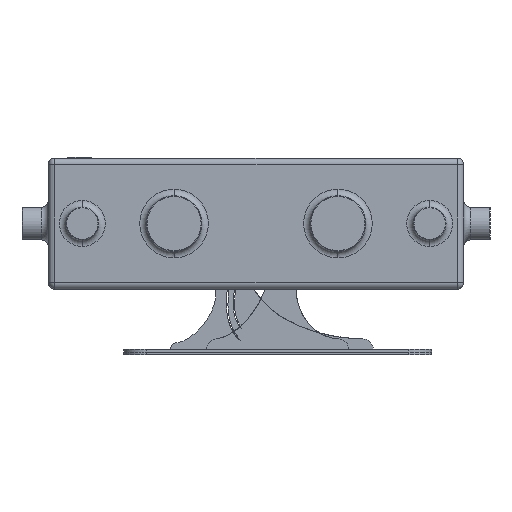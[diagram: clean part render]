
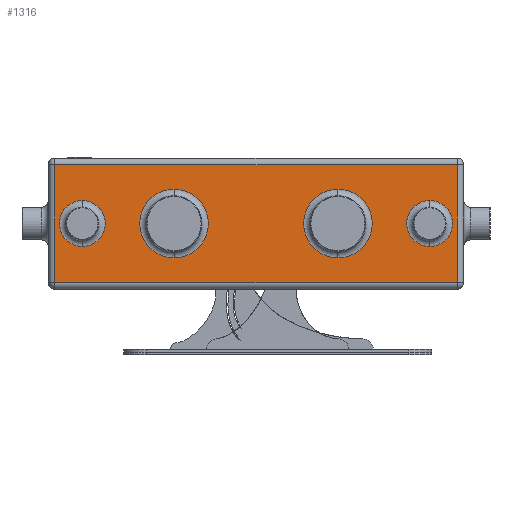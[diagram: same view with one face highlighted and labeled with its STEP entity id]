
A CAD part, left-side view. The second image highlights one B-rep face of the part: STEP entity #1316.
In plain terms, the highlighted planar face has unit normal (-1, 0, 0).
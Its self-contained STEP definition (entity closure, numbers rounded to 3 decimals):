
#938 = VERTEX_POINT ( 'NONE', #4559 ) ;
#1011 = DIRECTION ( 'NONE',  ( 1., 0., 0. ) ) ;
#1094 = VERTEX_POINT ( 'NONE', #3866 ) ;
#1257 = EDGE_CURVE ( 'NONE', #18324, #25423, #4879, .T. ) ;
#1316 = ADVANCED_FACE ( 'NONE', ( #9022, #31239, #20136, #3674, #11894 ), #6581, .F. ) ;
#1823 = VERTEX_POINT ( 'NONE', #25848 ) ;
#1861 = VERTEX_POINT ( 'NONE', #18333 ) ;
#2431 = CARTESIAN_POINT ( 'NONE',  ( -50., -62.5, 0. ) ) ;
#3673 = CARTESIAN_POINT ( 'NONE',  ( -50., 62.5, 26.2 ) ) ;
#3674 = FACE_BOUND ( 'NONE', #9723, .T. ) ;
#3866 = CARTESIAN_POINT ( 'NONE',  ( -50., -62.5, -26.2 ) ) ;
#4478 = CARTESIAN_POINT ( 'NONE',  ( -50., -132.5, -17.5 ) ) ;
#4559 = CARTESIAN_POINT ( 'NONE',  ( -50., -132.5, 17.5 ) ) ;
#4812 = EDGE_LOOP ( 'NONE', ( #13270, #7433, #10930, #10667 ) ) ;
#4879 = LINE ( 'NONE', #16645, #7342 ) ;
#5735 = EDGE_CURVE ( 'NONE', #25423, #13089, #25313, .T. ) ;
#5838 = EDGE_CURVE ( 'NONE', #24410, #16599, #12103, .T. ) ;
#5883 = EDGE_CURVE ( 'NONE', #9865, #18324, #26119, .T. ) ;
#6191 = ORIENTED_EDGE ( 'NONE', *, *, #18487, .T. ) ;
#6246 = DIRECTION ( 'NONE',  ( 1., 0., 0. ) ) ;
#6581 = PLANE ( 'NONE',  #22751 ) ;
#6650 = DIRECTION ( 'NONE',  ( 1., 0., 0. ) ) ;
#7342 = VECTOR ( 'NONE', #16531, 1000. ) ;
#7433 = ORIENTED_EDGE ( 'NONE', *, *, #1257, .T. ) ;
#7789 = CIRCLE ( 'NONE', #19887, 17.5 ) ;
#7841 = CARTESIAN_POINT ( 'NONE',  ( -50., -153.5, 45. ) ) ;
#8240 = CARTESIAN_POINT ( 'NONE',  ( -50., -158.5, -45. ) ) ;
#8320 = EDGE_CURVE ( 'NONE', #1094, #32820, #21835, .T. ) ;
#8576 = CARTESIAN_POINT ( 'NONE',  ( -50., -62.5, 0. ) ) ;
#8610 = EDGE_CURVE ( 'NONE', #938, #31841, #7789, .T. ) ;
#8809 = CARTESIAN_POINT ( 'NONE',  ( -50., -132.5, 0. ) ) ;
#9022 = FACE_OUTER_BOUND ( 'NONE', #4812, .T. ) ;
#9475 = DIRECTION ( 'NONE',  ( 1., 0., 0. ) ) ;
#9723 = EDGE_LOOP ( 'NONE', ( #33553, #28813 ) ) ;
#9865 = VERTEX_POINT ( 'NONE', #7841 ) ;
#10011 = EDGE_CURVE ( 'NONE', #16599, #24410, #20265, .T. ) ;
#10148 = CARTESIAN_POINT ( 'NONE',  ( -50., -132.5, 0. ) ) ;
#10374 = AXIS2_PLACEMENT_3D ( 'NONE', #32304, #6246, #16538 ) ;
#10615 = DIRECTION ( 'NONE',  ( 1., 0., 0. ) ) ;
#10667 = ORIENTED_EDGE ( 'NONE', *, *, #17992, .T. ) ;
#10757 = CARTESIAN_POINT ( 'NONE',  ( -50., -153.5, -45. ) ) ;
#10930 = ORIENTED_EDGE ( 'NONE', *, *, #5735, .T. ) ;
#11894 = FACE_BOUND ( 'NONE', #12184, .T. ) ;
#12103 = CIRCLE ( 'NONE', #10374, 26.2 ) ;
#12184 = EDGE_LOOP ( 'NONE', ( #27751, #32543 ) ) ;
#12699 = DIRECTION ( 'NONE',  ( 0., 0., -1. ) ) ;
#12844 = CIRCLE ( 'NONE', #31760, 17.5 ) ;
#13089 = VERTEX_POINT ( 'NONE', #10757 ) ;
#13230 = ORIENTED_EDGE ( 'NONE', *, *, #5838, .T. ) ;
#13270 = ORIENTED_EDGE ( 'NONE', *, *, #5883, .T. ) ;
#13618 = EDGE_LOOP ( 'NONE', ( #24385, #6191 ) ) ;
#14764 = DIRECTION ( 'NONE',  ( 1., 0., 0. ) ) ;
#14780 = DIRECTION ( 'NONE',  ( 0., 1., 0. ) ) ;
#15067 = DIRECTION ( 'NONE',  ( 1., 0., 0. ) ) ;
#15410 = AXIS2_PLACEMENT_3D ( 'NONE', #17629, #14764, #20036 ) ;
#15731 = EDGE_LOOP ( 'NONE', ( #18686, #13230 ) ) ;
#16531 = DIRECTION ( 'NONE',  ( 0., 0., -1. ) ) ;
#16538 = DIRECTION ( 'NONE',  ( 0., 0., -1. ) ) ;
#16599 = VERTEX_POINT ( 'NONE', #25994 ) ;
#16614 = CARTESIAN_POINT ( 'NONE',  ( -50., 153.5, -45. ) ) ;
#16645 = CARTESIAN_POINT ( 'NONE',  ( -50., 153.5, 50. ) ) ;
#16822 = EDGE_CURVE ( 'NONE', #31841, #938, #25247, .T. ) ;
#16907 = LINE ( 'NONE', #32896, #30054 ) ;
#17037 = CARTESIAN_POINT ( 'NONE',  ( -50., 132.5, 0. ) ) ;
#17038 = AXIS2_PLACEMENT_3D ( 'NONE', #8576, #18702, #26534 ) ;
#17454 = EDGE_CURVE ( 'NONE', #1823, #1861, #12844, .T. ) ;
#17629 = CARTESIAN_POINT ( 'NONE',  ( -50., 132.5, 0. ) ) ;
#17992 = EDGE_CURVE ( 'NONE', #13089, #9865, #16907, .T. ) ;
#18324 = VERTEX_POINT ( 'NONE', #19319 ) ;
#18333 = CARTESIAN_POINT ( 'NONE',  ( -50., 132.5, 17.5 ) ) ;
#18487 = EDGE_CURVE ( 'NONE', #32820, #1094, #23537, .T. ) ;
#18686 = ORIENTED_EDGE ( 'NONE', *, *, #10011, .T. ) ;
#18702 = DIRECTION ( 'NONE',  ( 1., 0., 0. ) ) ;
#19056 = DIRECTION ( 'NONE',  ( 0., -1., 0. ) ) ;
#19144 = AXIS2_PLACEMENT_3D ( 'NONE', #8809, #1011, #27092 ) ;
#19319 = CARTESIAN_POINT ( 'NONE',  ( -50., 153.5, 45. ) ) ;
#19481 = AXIS2_PLACEMENT_3D ( 'NONE', #26388, #10615, #24228 ) ;
#19887 = AXIS2_PLACEMENT_3D ( 'NONE', #10148, #33790, #12699 ) ;
#20036 = DIRECTION ( 'NONE',  ( 0., 0., -1. ) ) ;
#20136 = FACE_BOUND ( 'NONE', #13618, .T. ) ;
#20265 = CIRCLE ( 'NONE', #19481, 26.2 ) ;
#21835 = CIRCLE ( 'NONE', #17038, 26.2 ) ;
#21839 = CARTESIAN_POINT ( 'NONE',  ( -50., -158.5, 45. ) ) ;
#22692 = DIRECTION ( 'NONE',  ( 0., 0., -1. ) ) ;
#22751 = AXIS2_PLACEMENT_3D ( 'NONE', #27958, #9475, #25050 ) ;
#23537 = CIRCLE ( 'NONE', #33644, 26.2 ) ;
#23725 = EDGE_CURVE ( 'NONE', #1861, #1823, #32311, .T. ) ;
#24228 = DIRECTION ( 'NONE',  ( 0., 0., -1. ) ) ;
#24385 = ORIENTED_EDGE ( 'NONE', *, *, #8320, .T. ) ;
#24410 = VERTEX_POINT ( 'NONE', #3673 ) ;
#25050 = DIRECTION ( 'NONE',  ( 0., 0., -1. ) ) ;
#25247 = CIRCLE ( 'NONE', #19144, 17.5 ) ;
#25313 = LINE ( 'NONE', #8240, #30605 ) ;
#25423 = VERTEX_POINT ( 'NONE', #16614 ) ;
#25700 = VECTOR ( 'NONE', #14780, 1000. ) ;
#25848 = CARTESIAN_POINT ( 'NONE',  ( -50., 132.5, -17.5 ) ) ;
#25994 = CARTESIAN_POINT ( 'NONE',  ( -50., 62.5, -26.2 ) ) ;
#26119 = LINE ( 'NONE', #21839, #25700 ) ;
#26388 = CARTESIAN_POINT ( 'NONE',  ( -50., 62.5, 0. ) ) ;
#26534 = DIRECTION ( 'NONE',  ( 0., 0., -1. ) ) ;
#27092 = DIRECTION ( 'NONE',  ( 0., 0., -1. ) ) ;
#27642 = DIRECTION ( 'NONE',  ( 0., 0., 1. ) ) ;
#27751 = ORIENTED_EDGE ( 'NONE', *, *, #16822, .T. ) ;
#27958 = CARTESIAN_POINT ( 'NONE',  ( -50., -158.5, 50. ) ) ;
#28813 = ORIENTED_EDGE ( 'NONE', *, *, #23725, .T. ) ;
#30054 = VECTOR ( 'NONE', #27642, 1000. ) ;
#30605 = VECTOR ( 'NONE', #19056, 1000. ) ;
#31239 = FACE_BOUND ( 'NONE', #15731, .T. ) ;
#31760 = AXIS2_PLACEMENT_3D ( 'NONE', #17037, #6650, #22692 ) ;
#31841 = VERTEX_POINT ( 'NONE', #4478 ) ;
#32304 = CARTESIAN_POINT ( 'NONE',  ( -50., 62.5, 0. ) ) ;
#32311 = CIRCLE ( 'NONE', #15410, 17.5 ) ;
#32543 = ORIENTED_EDGE ( 'NONE', *, *, #8610, .T. ) ;
#32820 = VERTEX_POINT ( 'NONE', #34014 ) ;
#32896 = CARTESIAN_POINT ( 'NONE',  ( -50., -153.5, 50. ) ) ;
#33553 = ORIENTED_EDGE ( 'NONE', *, *, #17454, .T. ) ;
#33644 = AXIS2_PLACEMENT_3D ( 'NONE', #2431, #15067, #33858 ) ;
#33790 = DIRECTION ( 'NONE',  ( 1., 0., 0. ) ) ;
#33858 = DIRECTION ( 'NONE',  ( 0., 0., -1. ) ) ;
#34014 = CARTESIAN_POINT ( 'NONE',  ( -50., -62.5, 26.2 ) ) ;
